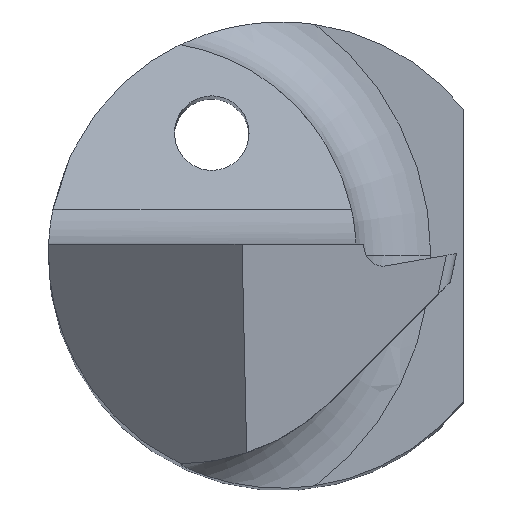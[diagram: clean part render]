
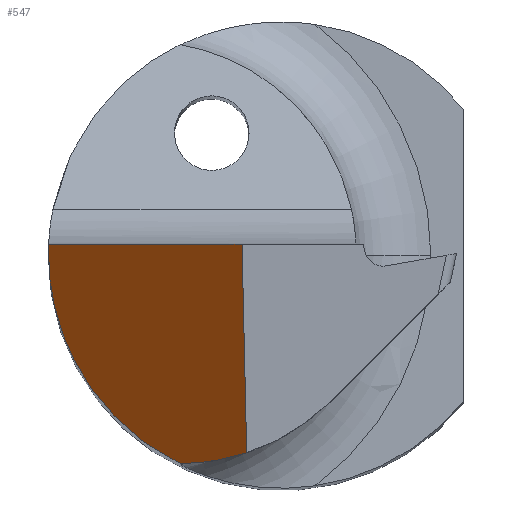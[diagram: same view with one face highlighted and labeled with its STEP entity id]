
A CAD part, top view. The second image highlights one B-rep face of the part: STEP entity #547.
In plain terms, the highlighted planar face has unit normal (-0.706, -0.052, 0.706).
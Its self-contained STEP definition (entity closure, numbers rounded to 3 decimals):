
#30 = CARTESIAN_POINT ( 'NONE',  ( -1.09, -2.25, 24.091 ) ) ;
#38 = CARTESIAN_POINT ( 'NONE',  ( -1.425, 0.1, 23.93 ) ) ;
#42 = CARTESIAN_POINT ( 'NONE',  ( -2.5, 0.033, 22.85 ) ) ;
#44 =( BOUNDED_CURVE ( )  B_SPLINE_CURVE ( 3, ( #747, #42, #892, #259 ),
 .UNSPECIFIED., .F., .T. ) 
 B_SPLINE_CURVE_WITH_KNOTS ( ( 4, 4 ),
 ( 0.074, 0.114 ),
 .UNSPECIFIED. ) 
 CURVE ( )  GEOMETRIC_REPRESENTATION_ITEM ( )  RATIONAL_B_SPLINE_CURVE ( ( 1., 1., 1., 1. ) ) 
 REPRESENTATION_ITEM ( '' )  );
#77 = ORIENTED_EDGE ( 'NONE', *, *, #578, .F. ) ;
#80 = EDGE_CURVE ( 'NONE', #251, #636, #340, .T. ) ;
#105 = DIRECTION ( 'NONE',  ( -0.706, -0.052, 0.706 ) ) ;
#113 = LINE ( 'NONE', #38, #639 ) ;
#118 = EDGE_LOOP ( 'NONE', ( #77, #567, #134, #767, #491 ) ) ;
#129 = EDGE_CURVE ( 'NONE', #725, #821, #44, .T. ) ;
#134 = ORIENTED_EDGE ( 'NONE', *, *, #80, .T. ) ;
#180 = CARTESIAN_POINT ( 'NONE',  ( -1.425, 0.1, 23.93 ) ) ;
#181 = CARTESIAN_POINT ( 'NONE',  ( -2.5, -0.985, 22.774 ) ) ;
#184 = PLANE ( 'NONE',  #403 ) ;
#191 = CARTESIAN_POINT ( 'NONE',  ( -0.375, -2.137, 24.814 ) ) ;
#194 = CARTESIAN_POINT ( 'NONE',  ( -0.423, 0.009, 24.925 ) ) ;
#215 =( BOUNDED_CURVE ( )  B_SPLINE_CURVE ( 3, ( #603, #399, #181, #881 ),
 .UNSPECIFIED., .F., .T. ) 
 B_SPLINE_CURVE_WITH_KNOTS ( ( 4, 4 ),
 ( 5.237, 6.357 ),
 .UNSPECIFIED. ) 
 CURVE ( )  GEOMETRIC_REPRESENTATION_ITEM ( )  RATIONAL_B_SPLINE_CURVE ( ( 1., 0.898, 0.898, 1. ) ) 
 REPRESENTATION_ITEM ( '' )  );
#231 = EDGE_CURVE ( 'NONE', #251, #849, #894, .T. ) ;
#251 = VERTEX_POINT ( 'NONE', #703 ) ;
#259 = CARTESIAN_POINT ( 'NONE',  ( -2.498, 0.1, 22.857 ) ) ;
#319 = FACE_OUTER_BOUND ( 'NONE', #118, .T. ) ;
#340 = LINE ( 'NONE', #194, #386 ) ;
#386 = VECTOR ( 'NONE', #695, 1000. ) ;
#388 = DIRECTION ( 'NONE',  ( 0.707, 0., 0.707 ) ) ;
#399 = CARTESIAN_POINT ( 'NONE',  ( -1.977, -1.82, 23.236 ) ) ;
#403 = AXIS2_PLACEMENT_3D ( 'NONE', #180, #105, #472 ) ;
#407 = CARTESIAN_POINT ( 'NONE',  ( -0.846, -2.251, 24.334 ) ) ;
#472 = DIRECTION ( 'NONE',  ( 0.707, 0., 0.707 ) ) ;
#491 = ORIENTED_EDGE ( 'NONE', *, *, #129, .F. ) ;
#507 = EDGE_CURVE ( 'NONE', #821, #636, #113, .T. ) ;
#547 = ADVANCED_FACE ( 'NONE', ( #319 ), #184, .T. ) ;
#567 = ORIENTED_EDGE ( 'NONE', *, *, #231, .F. ) ;
#578 = EDGE_CURVE ( 'NONE', #849, #725, #215, .T. ) ;
#603 = CARTESIAN_POINT ( 'NONE',  ( -1.09, -2.25, 24.091 ) ) ;
#626 = CARTESIAN_POINT ( 'NONE',  ( -1.09, -2.25, 24.091 ) ) ;
#636 = VERTEX_POINT ( 'NONE', #865 ) ;
#639 = VECTOR ( 'NONE', #388, 1000. ) ;
#664 = CARTESIAN_POINT ( 'NONE',  ( -2.5, 0., 22.848 ) ) ;
#695 = DIRECTION ( 'NONE',  ( -0.022, 0.998, 0.052 ) ) ;
#703 = CARTESIAN_POINT ( 'NONE',  ( -0.375, -2.137, 24.814 ) ) ;
#725 = VERTEX_POINT ( 'NONE', #664 ) ;
#747 = CARTESIAN_POINT ( 'NONE',  ( -2.5, 0., 22.848 ) ) ;
#762 = CARTESIAN_POINT ( 'NONE',  ( -0.606, -2.212, 24.577 ) ) ;
#767 = ORIENTED_EDGE ( 'NONE', *, *, #507, .F. ) ;
#821 = VERTEX_POINT ( 'NONE', #866 ) ;
#849 = VERTEX_POINT ( 'NONE', #30 ) ;
#865 = CARTESIAN_POINT ( 'NONE',  ( -0.425, 0.1, 24.93 ) ) ;
#866 = CARTESIAN_POINT ( 'NONE',  ( -2.498, 0.1, 22.857 ) ) ;
#881 = CARTESIAN_POINT ( 'NONE',  ( -2.5, 0., 22.848 ) ) ;
#892 = CARTESIAN_POINT ( 'NONE',  ( -2.499, 0.067, 22.853 ) ) ;
#894 =( BOUNDED_CURVE ( )  B_SPLINE_CURVE ( 3, ( #191, #762, #407, #626 ),
 .UNSPECIFIED., .F., .T. ) 
 B_SPLINE_CURVE_WITH_KNOTS ( ( 4, 4 ),
 ( 1.329, 1.647 ),
 .UNSPECIFIED. ) 
 CURVE ( )  GEOMETRIC_REPRESENTATION_ITEM ( )  RATIONAL_B_SPLINE_CURVE ( ( 1., 0.992, 0.992, 1. ) ) 
 REPRESENTATION_ITEM ( '' )  );
